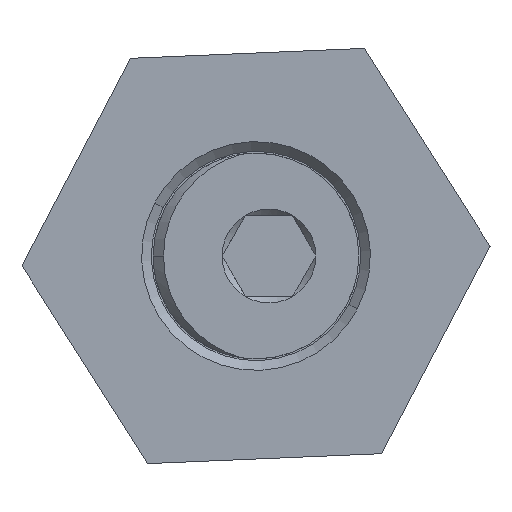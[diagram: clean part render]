
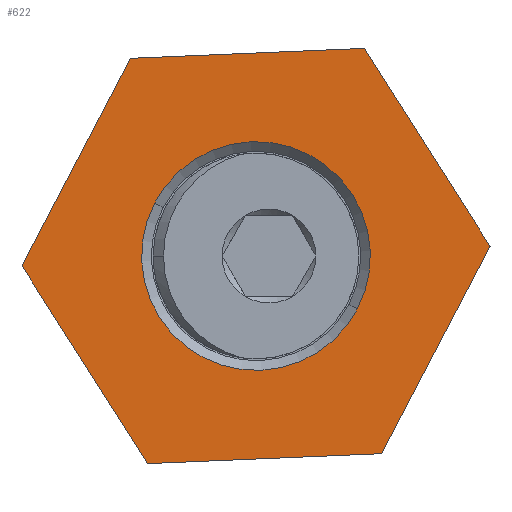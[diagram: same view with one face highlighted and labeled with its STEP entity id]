
A CAD part, left-side view. The second image highlights one B-rep face of the part: STEP entity #622.
In plain terms, the highlighted face is planar.
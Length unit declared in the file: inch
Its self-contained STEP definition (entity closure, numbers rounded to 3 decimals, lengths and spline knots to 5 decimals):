
#60 = CARTESIAN_POINT ( 'NONE',  ( 0., 0.187, 0. ) ) ;
#159 = EDGE_CURVE ( 'NONE', #294, #1014, #403, .T. ) ;
#172 = CARTESIAN_POINT ( 'NONE',  ( 0., 0.187, 0.17625 ) ) ;
#266 = CARTESIAN_POINT ( 'NONE',  ( 0.18042, 0.187, 0.3125 ) ) ;
#294 = VERTEX_POINT ( 'NONE', #266 ) ;
#314 = DIRECTION ( 'NONE',  ( 1., 0., 0. ) ) ;
#350 = FACE_BOUND ( 'NONE', #3194, .T. ) ;
#362 = DIRECTION ( 'NONE',  ( 0., 0., -1. ) ) ;
#403 = LINE ( 'NONE', #2721, #1278 ) ;
#450 = DIRECTION ( 'NONE',  ( -1., 0., 0. ) ) ;
#462 = VECTOR ( 'NONE', #626, 39.37008 ) ;
#570 = VERTEX_POINT ( 'NONE', #172 ) ;
#599 = LINE ( 'NONE', #3140, #3647 ) ;
#613 = CARTESIAN_POINT ( 'NONE',  ( -0.36084, 0.187, 0. ) ) ;
#622 = ADVANCED_FACE ( 'NONE', ( #350, #2830 ), #763, .F. ) ;
#626 = DIRECTION ( 'NONE',  ( 0.5, 0., -0.866 ) ) ;
#754 = VERTEX_POINT ( 'NONE', #2640 ) ;
#763 = PLANE ( 'NONE',  #2294 ) ;
#1006 = EDGE_CURVE ( 'NONE', #3175, #294, #599, .T. ) ;
#1008 = CARTESIAN_POINT ( 'NONE',  ( 0.36084, 0.187, 0. ) ) ;
#1014 = VERTEX_POINT ( 'NONE', #1615 ) ;
#1029 = EDGE_CURVE ( 'NONE', #754, #3175, #2969, .T. ) ;
#1030 = DIRECTION ( 'NONE',  ( 0., -1., 0. ) ) ;
#1096 = ORIENTED_EDGE ( 'NONE', *, *, #1901, .T. ) ;
#1134 = EDGE_CURVE ( 'NONE', #1014, #3661, #1361, .T. ) ;
#1278 = VECTOR ( 'NONE', #450, 39.37008 ) ;
#1305 = DIRECTION ( 'NONE',  ( -0.5, 0., -0.866 ) ) ;
#1337 = CIRCLE ( 'NONE', #2647, 0.17625 ) ;
#1361 = LINE ( 'NONE', #3305, #2683 ) ;
#1433 = AXIS2_PLACEMENT_3D ( 'NONE', #60, #2139, #362 ) ;
#1457 = DIRECTION ( 'NONE',  ( -0.5, 0., 0.866 ) ) ;
#1530 = CARTESIAN_POINT ( 'NONE',  ( 0., 0.187, 0. ) ) ;
#1569 = CARTESIAN_POINT ( 'NONE',  ( -0.36084, 0.187, 0. ) ) ;
#1615 = CARTESIAN_POINT ( 'NONE',  ( -0.18042, 0.187, 0.3125 ) ) ;
#1653 = ORIENTED_EDGE ( 'NONE', *, *, #3781, .T. ) ;
#1674 = CARTESIAN_POINT ( 'NONE',  ( 0.18042, 0.187, -0.3125 ) ) ;
#1749 = CARTESIAN_POINT ( 'NONE',  ( 0., 0.187, 0. ) ) ;
#1757 = DIRECTION ( 'NONE',  ( 0., 0., -1. ) ) ;
#1808 = DIRECTION ( 'NONE',  ( 0.5, 0., 0.866 ) ) ;
#1820 = EDGE_CURVE ( 'NONE', #2848, #754, #2933, .T. ) ;
#1901 = EDGE_CURVE ( 'NONE', #570, #2864, #1337, .T. ) ;
#1922 = DIRECTION ( 'NONE',  ( 0., 0., -1. ) ) ;
#1970 = CIRCLE ( 'NONE', #1433, 0.17625 ) ;
#2122 = CARTESIAN_POINT ( 'NONE',  ( -0.18042, 0.187, -0.3125 ) ) ;
#2139 = DIRECTION ( 'NONE',  ( 0., -1., 0. ) ) ;
#2164 = VECTOR ( 'NONE', #1808, 39.37008 ) ;
#2294 = AXIS2_PLACEMENT_3D ( 'NONE', #1749, #1030, #1922 ) ;
#2393 = ORIENTED_EDGE ( 'NONE', *, *, #1006, .F. ) ;
#2534 = ORIENTED_EDGE ( 'NONE', *, *, #1134, .F. ) ;
#2585 = ORIENTED_EDGE ( 'NONE', *, *, #1820, .F. ) ;
#2595 = ORIENTED_EDGE ( 'NONE', *, *, #1029, .F. ) ;
#2640 = CARTESIAN_POINT ( 'NONE',  ( 0.18042, 0.187, -0.3125 ) ) ;
#2647 = AXIS2_PLACEMENT_3D ( 'NONE', #1530, #3307, #1757 ) ;
#2683 = VECTOR ( 'NONE', #1305, 39.37008 ) ;
#2715 = EDGE_LOOP ( 'NONE', ( #2534, #3354, #2393, #2595, #2585, #3794 ) ) ;
#2721 = CARTESIAN_POINT ( 'NONE',  ( 0.18042, 0.187, 0.3125 ) ) ;
#2830 = FACE_OUTER_BOUND ( 'NONE', #2715, .T. ) ;
#2848 = VERTEX_POINT ( 'NONE', #3705 ) ;
#2864 = VERTEX_POINT ( 'NONE', #3612 ) ;
#2933 = LINE ( 'NONE', #2122, #3112 ) ;
#2969 = LINE ( 'NONE', #1674, #2164 ) ;
#3037 = EDGE_CURVE ( 'NONE', #3661, #2848, #3613, .T. ) ;
#3112 = VECTOR ( 'NONE', #314, 39.37008 ) ;
#3140 = CARTESIAN_POINT ( 'NONE',  ( 0.36084, 0.187, 0. ) ) ;
#3175 = VERTEX_POINT ( 'NONE', #1008 ) ;
#3194 = EDGE_LOOP ( 'NONE', ( #1096, #1653 ) ) ;
#3305 = CARTESIAN_POINT ( 'NONE',  ( -0.18042, 0.187, 0.3125 ) ) ;
#3307 = DIRECTION ( 'NONE',  ( 0., -1., 0. ) ) ;
#3354 = ORIENTED_EDGE ( 'NONE', *, *, #159, .F. ) ;
#3612 = CARTESIAN_POINT ( 'NONE',  ( 0., 0.187, -0.17625 ) ) ;
#3613 = LINE ( 'NONE', #613, #462 ) ;
#3647 = VECTOR ( 'NONE', #1457, 39.37008 ) ;
#3661 = VERTEX_POINT ( 'NONE', #1569 ) ;
#3705 = CARTESIAN_POINT ( 'NONE',  ( -0.18042, 0.187, -0.3125 ) ) ;
#3781 = EDGE_CURVE ( 'NONE', #2864, #570, #1970, .T. ) ;
#3794 = ORIENTED_EDGE ( 'NONE', *, *, #3037, .F. ) ;
